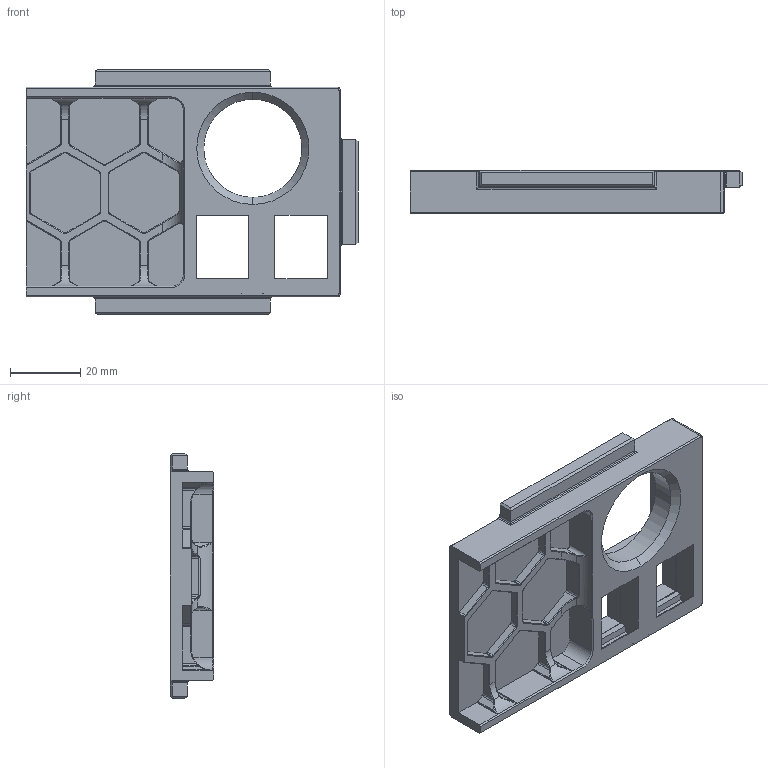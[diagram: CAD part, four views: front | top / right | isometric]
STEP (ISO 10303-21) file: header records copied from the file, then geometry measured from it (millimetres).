
FILE_DESCRIPTION (( 'STEP AP203' ), '1' );
FILE_NAME ('Box_Turtle_right_rear_skirt_dual_keystone.STEP', '2025-02-18T12:06:23', ( '' ), ( '' ), 'SwSTEP 2.0', 'SolidWorks 2025', '' );
FILE_SCHEMA (( 'CONFIG_CONTROL_DESIGN' ));
Length unit declared in the file: millimetre
Products named in the file (1): Box_Turtle_right_rear_skirt_dual_keystone
Bounding box: 94.7 x 12.4 x 69.8 mm (x, y, z)
Volume: 31793.3 mm3; surface area: 20265.6 mm2
Topology: 3 solids, 3 shells, 481 faces, 1235 edges, 761 vertices
Faces by surface type: plane 194, cylinder 134, bspline 82, cone 71
Entity records: 16490 total; most frequent: CARTESIAN_POINT 5331, ORIENTED_EDGE 2450, DIRECTION 2082, EDGE_CURVE 1225, VERTEX_POINT 761, VECTOR 756, LINE 756, AXIS2_PLACEMENT_3D 663
